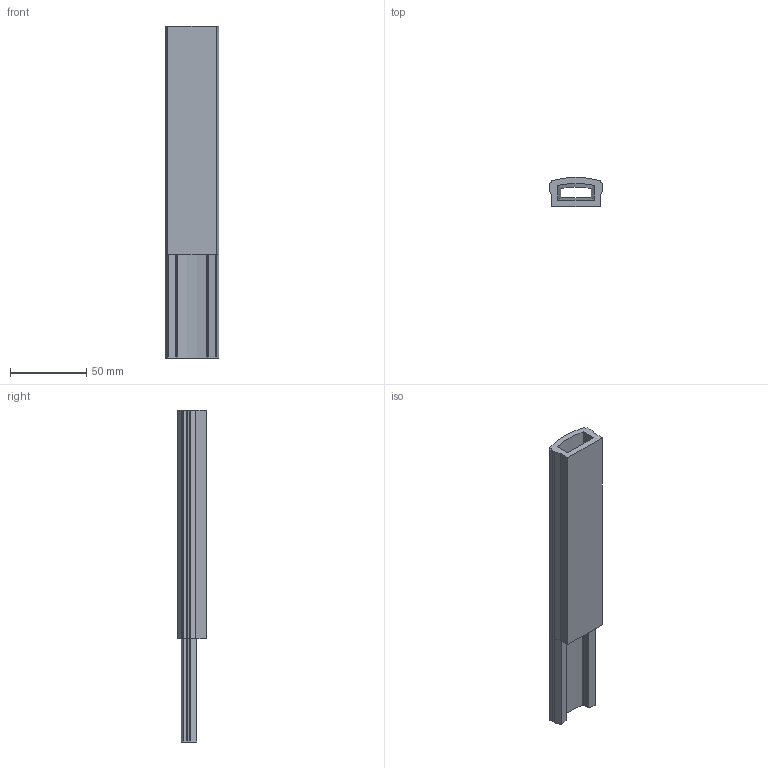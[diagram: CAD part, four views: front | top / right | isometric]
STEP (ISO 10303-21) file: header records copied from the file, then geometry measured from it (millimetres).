
FILE_DESCRIPTION (( 'STEP AP214' ), '1' );
FILE_NAME ('assem.STEP', '2019-01-07T17:27:36', ( '' ), ( '' ), 'SwSTEP 2.0', 'SolidWorks 2018', '' );
FILE_SCHEMA (( 'AUTOMOTIVE_DESIGN' ));
Length unit declared in the file: millimetre
Products named in the file (3): assem; stator d_Varsay考an; stator i輅_Varsay考an
Assembly tree (2 placements, depth 2):
  assem
    stator d_Varsay考an
    stator i輅_Varsay考an
Bounding box: 35.28 x 19 x 217.5 mm (x, y, z)
Volume: 72218.7 mm3; surface area: 32108.8 mm2
Topology: 2 solids, 2 shells, 66 faces, 186 edges, 124 vertices
Faces by surface type: plane 35, cylinder 30, cone 1
Entity records: 2268 total; most frequent: DIRECTION 388, CARTESIAN_POINT 387, ORIENTED_EDGE 372, EDGE_CURVE 186, AXIS2_PLACEMENT_3D 133, VERTEX_POINT 124, VECTOR 122, LINE 122
